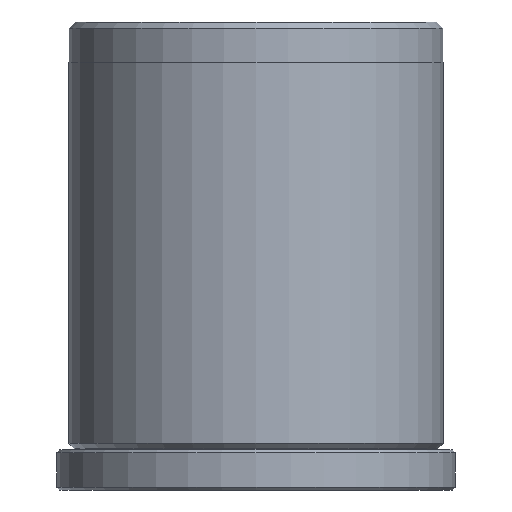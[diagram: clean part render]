
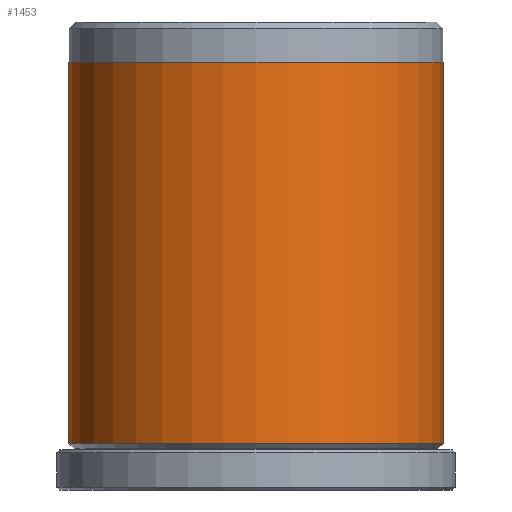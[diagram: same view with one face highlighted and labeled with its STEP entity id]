
A CAD part, front view. The second image highlights one B-rep face of the part: STEP entity #1453.
In plain terms, the highlighted cylindrical face has radius 14 mm (diameter 28 mm), a partial arc.
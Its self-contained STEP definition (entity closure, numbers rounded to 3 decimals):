
#22 = CARTESIAN_POINT ( 'NONE',  ( 14., 0., 32. ) ) ;
#31 = CARTESIAN_POINT ( 'NONE',  ( 0., 0., 35. ) ) ;
#40 = DIRECTION ( 'NONE',  ( -1., 0., 0. ) ) ;
#67 = DIRECTION ( 'NONE',  ( 0., 0., -1. ) ) ;
#82 = EDGE_CURVE ( 'NONE', #1571, #2284, #401, .T. ) ;
#122 = FACE_OUTER_BOUND ( 'NONE', #1869, .T. ) ;
#123 = AXIS2_PLACEMENT_3D ( 'NONE', #135, #1901, #1526 ) ;
#135 = CARTESIAN_POINT ( 'NONE',  ( 0., 0., 32. ) ) ;
#144 = DIRECTION ( 'NONE',  ( 0., 0., -1. ) ) ;
#146 = CARTESIAN_POINT ( 'NONE',  ( -14., 0., 35. ) ) ;
#347 = CARTESIAN_POINT ( 'NONE',  ( 14., 0., 35. ) ) ;
#396 = CYLINDRICAL_SURFACE ( 'NONE', #782, 14. ) ;
#401 = CIRCLE ( 'NONE', #123, 14. ) ;
#461 = EDGE_CURVE ( 'NONE', #2284, #702, #1436, .T. ) ;
#606 = ORIENTED_EDGE ( 'NONE', *, *, #912, .F. ) ;
#637 = ORIENTED_EDGE ( 'NONE', *, *, #1409, .T. ) ;
#702 = VERTEX_POINT ( 'NONE', #1743 ) ;
#769 = ORIENTED_EDGE ( 'NONE', *, *, #82, .F. ) ;
#782 = AXIS2_PLACEMENT_3D ( 'NONE', #31, #67, #40 ) ;
#823 = ORIENTED_EDGE ( 'NONE', *, *, #461, .F. ) ;
#912 = EDGE_CURVE ( 'NONE', #702, #1870, #1535, .T. ) ;
#939 = LINE ( 'NONE', #146, #2169 ) ;
#1186 = CARTESIAN_POINT ( 'NONE',  ( -14., 0., 3.5 ) ) ;
#1254 = DIRECTION ( 'NONE',  ( -1., 0., 0. ) ) ;
#1262 = DIRECTION ( 'NONE',  ( 0., 0., -1. ) ) ;
#1268 = CARTESIAN_POINT ( 'NONE',  ( 0., 0., 3.5 ) ) ;
#1297 = VECTOR ( 'NONE', #1943, 1000. ) ;
#1314 = AXIS2_PLACEMENT_3D ( 'NONE', #1268, #1262, #1254 ) ;
#1409 = EDGE_CURVE ( 'NONE', #1571, #1870, #939, .T. ) ;
#1436 = LINE ( 'NONE', #347, #1297 ) ;
#1453 = ADVANCED_FACE ( 'NONE', ( #122 ), #396, .T. ) ;
#1526 = DIRECTION ( 'NONE',  ( 1., 0., 0. ) ) ;
#1535 = CIRCLE ( 'NONE', #1314, 14. ) ;
#1571 = VERTEX_POINT ( 'NONE', #2152 ) ;
#1743 = CARTESIAN_POINT ( 'NONE',  ( 14., 0., 3.5 ) ) ;
#1869 = EDGE_LOOP ( 'NONE', ( #823, #769, #637, #606 ) ) ;
#1870 = VERTEX_POINT ( 'NONE', #1186 ) ;
#1901 = DIRECTION ( 'NONE',  ( 0., 0., 1. ) ) ;
#1943 = DIRECTION ( 'NONE',  ( 0., 0., -1. ) ) ;
#2152 = CARTESIAN_POINT ( 'NONE',  ( -14., 0., 32. ) ) ;
#2169 = VECTOR ( 'NONE', #144, 1000. ) ;
#2284 = VERTEX_POINT ( 'NONE', #22 ) ;
